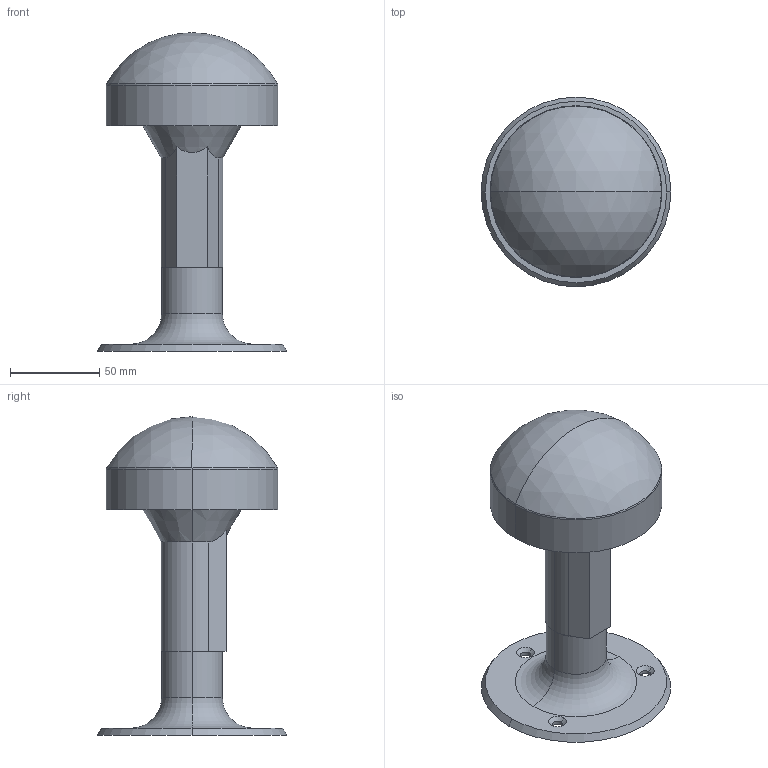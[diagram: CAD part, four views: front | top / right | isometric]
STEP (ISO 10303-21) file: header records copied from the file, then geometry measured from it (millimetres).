
FILE_DESCRIPTION (( 'STEP AP203' ), '1' );
FILE_NAME ('rtk毞盄.STEP', '2023-03-15T09:36:15', ( 'PS' ), ( '' ), 'SwSTEP 2.0', 'SolidWorks 2018', '' );
FILE_SCHEMA (( 'CONFIG_CONTROL_DESIGN' ));
Length unit declared in the file: millimetre
Products named in the file (1): rtk毞盄
Bounding box: 106 x 106 x 178 mm (x, y, z)
Volume: 454489 mm3; surface area: 53042 mm2
Topology: 1 solids, 1 shells, 36 faces, 80 edges, 49 vertices
Faces by surface type: cylinder 13, cone 10, plane 7, torus 4, sphere 2
Entity records: 1136 total; most frequent: CARTESIAN_POINT 211, DIRECTION 199, ORIENTED_EDGE 160, AXIS2_PLACEMENT_3D 85, EDGE_CURVE 80, VERTEX_POINT 49, CIRCLE 48, EDGE_LOOP 45
